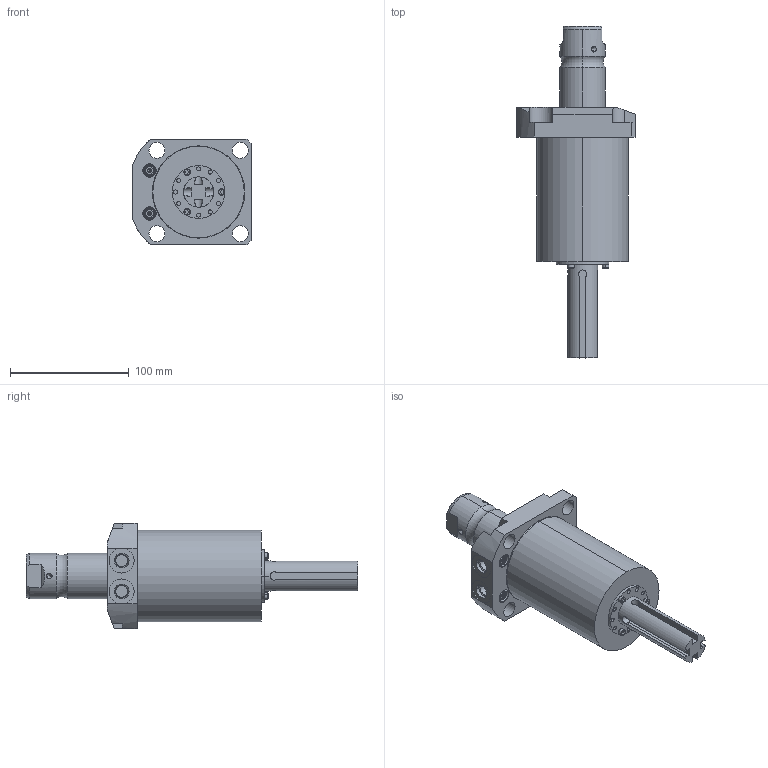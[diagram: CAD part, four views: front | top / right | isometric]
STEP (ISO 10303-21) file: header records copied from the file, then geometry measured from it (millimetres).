
FILE_DESCRIPTION((''),'2;1');
FILE_NAME('ILC14062104PS','2020-05-22T',('jweaver'),(''),'PRO/ENGINEER BY PARAMETRIC TECHNOLOGY CORPORATION, 2013320','PRO/ENGINEER BY PARAMETRIC TECHNOLOGY CORPORATION, 2013320','');
FILE_SCHEMA(('AUTOMOTIVE_DESIGN { 1 0 10303 214 1 1 1 1 }'));
Length unit declared in the file: inch
Products named in the file (1): ILC14062104PS
Bounding box: 100 x 279.63 x 88.9 mm (x, y, z)
Volume: 772220.6 mm3; surface area: 75676.2 mm2
Topology: 3 solids, 16 shells, 297 faces, 707 edges, 446 vertices
Faces by surface type: plane 119, cylinder 112, cone 52, torus 14
Entity records: 11188 total; most frequent: CARTESIAN_POINT 1706, DIRECTION 1545, ORIENTED_EDGE 1350, PRESENTATION_STYLE_ASSIGNMENT 717, STYLED_ITEM 696, CURVE_STYLE 687, EDGE_CURVE 687, AXIS2_PLACEMENT_3D 598
